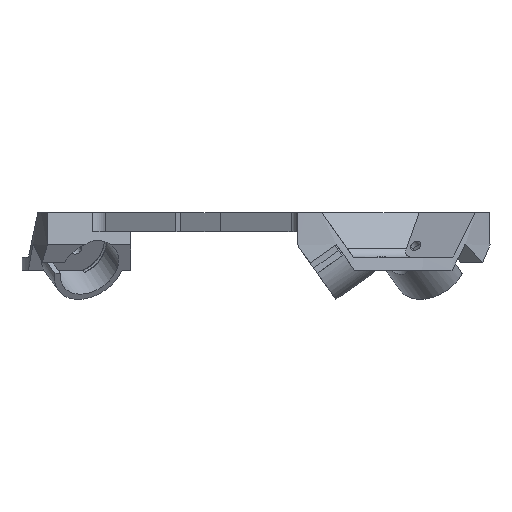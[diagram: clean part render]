
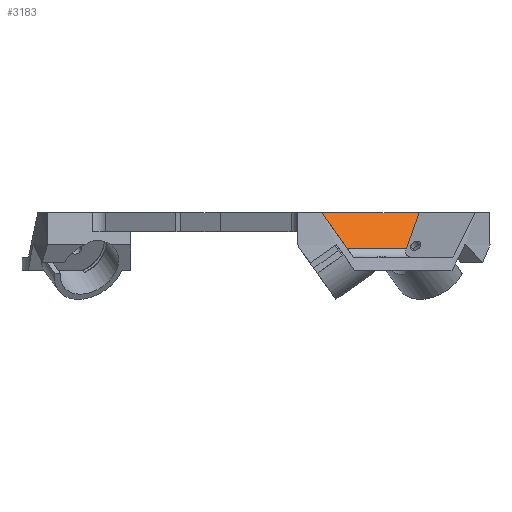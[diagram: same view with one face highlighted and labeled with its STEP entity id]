
A CAD part, front view. The second image highlights one B-rep face of the part: STEP entity #3183.
In plain terms, the highlighted planar face has unit normal (0.471, -0.817, 0.333).
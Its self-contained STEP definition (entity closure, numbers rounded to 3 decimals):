
#378 = ORIENTED_EDGE ( 'NONE', *, *, #6852, .F. ) ;
#471 = DIRECTION ( 'NONE',  ( -0.471, 0.816, -0.333 ) ) ;
#1154 = DIRECTION ( 'NONE',  ( -0.289, -0.5, -0.816 ) ) ;
#1166 = VECTOR ( 'NONE', #2550, 1000. ) ;
#1554 = ORIENTED_EDGE ( 'NONE', *, *, #4819, .T. ) ;
#2364 = LINE ( 'NONE', #2429, #6593 ) ;
#2429 = CARTESIAN_POINT ( 'NONE',  ( 8.77, -29.311, 22.324 ) ) ;
#2550 = DIRECTION ( 'NONE',  ( -0.866, -0.5, 0. ) ) ;
#2575 = VERTEX_POINT ( 'NONE', #3179 ) ;
#2946 = DIRECTION ( 'NONE',  ( -0.866, -0.5, 0. ) ) ;
#2958 = AXIS2_PLACEMENT_3D ( 'NONE', #6304, #471, #4947 ) ;
#3020 = EDGE_CURVE ( 'NONE', #6598, #3542, #5709, .T. ) ;
#3036 = DIRECTION ( 'NONE',  ( 0.577, 0., -0.816 ) ) ;
#3179 = CARTESIAN_POINT ( 'NONE',  ( 10.773, -29.311, 19.491 ) ) ;
#3183 = ADVANCED_FACE ( 'NONE', ( #6527 ), #6267, .F. ) ;
#3542 = VERTEX_POINT ( 'NONE', #7102 ) ;
#3995 = VECTOR ( 'NONE', #1154, 1000. ) ;
#4372 = CARTESIAN_POINT ( 'NONE',  ( 21., -22.251, 22.324 ) ) ;
#4818 = CARTESIAN_POINT ( 'NONE',  ( 22.001, -20.516, 25.157 ) ) ;
#4819 = EDGE_CURVE ( 'NONE', #5710, #2575, #2364, .T. ) ;
#4947 = DIRECTION ( 'NONE',  ( -0.577, 0., 0.816 ) ) ;
#5521 = CARTESIAN_POINT ( 'NONE',  ( 6.766, -29.311, 25.157 ) ) ;
#5549 = EDGE_CURVE ( 'NONE', #6598, #5710, #8064, .T. ) ;
#5709 = LINE ( 'NONE', #4372, #3995 ) ;
#5710 = VERTEX_POINT ( 'NONE', #5521 ) ;
#6267 = PLANE ( 'NONE',  #2958 ) ;
#6304 = CARTESIAN_POINT ( 'NONE',  ( 11.307, -29.311, 18.737 ) ) ;
#6492 = VECTOR ( 'NONE', #2946, 1000. ) ;
#6527 = FACE_OUTER_BOUND ( 'NONE', #7867, .T. ) ;
#6593 = VECTOR ( 'NONE', #3036, 1000. ) ;
#6598 = VERTEX_POINT ( 'NONE', #4818 ) ;
#6852 = EDGE_CURVE ( 'NONE', #3542, #2575, #7970, .T. ) ;
#6969 = CARTESIAN_POINT ( 'NONE',  ( 15.386, -26.649, 19.491 ) ) ;
#7102 = CARTESIAN_POINT ( 'NONE',  ( 19.998, -23.986, 19.491 ) ) ;
#7388 = ORIENTED_EDGE ( 'NONE', *, *, #5549, .T. ) ;
#7400 = CARTESIAN_POINT ( 'NONE',  ( 14.384, -24.914, 25.157 ) ) ;
#7867 = EDGE_LOOP ( 'NONE', ( #8302, #7388, #1554, #378 ) ) ;
#7970 = LINE ( 'NONE', #6969, #1166 ) ;
#8064 = LINE ( 'NONE', #7400, #6492 ) ;
#8302 = ORIENTED_EDGE ( 'NONE', *, *, #3020, .F. ) ;
